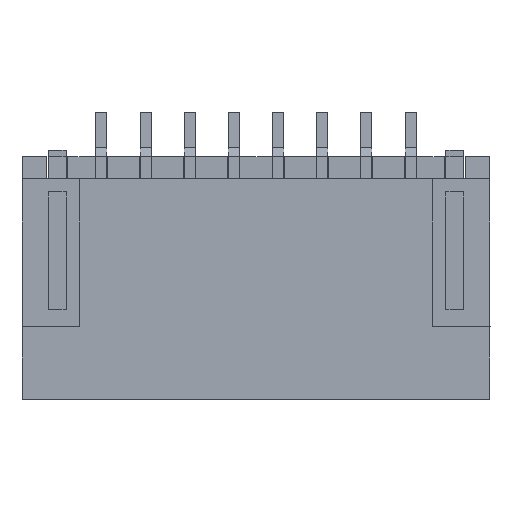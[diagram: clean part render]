
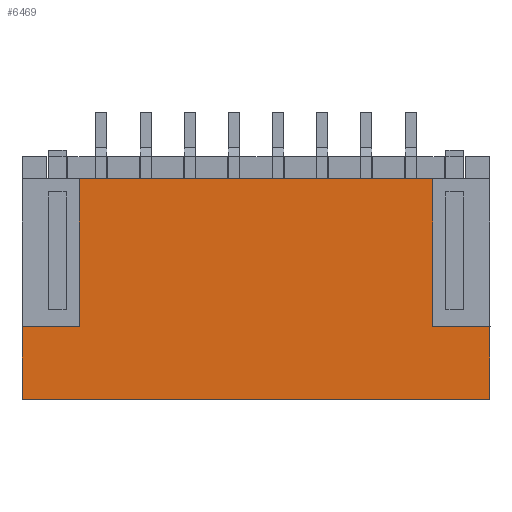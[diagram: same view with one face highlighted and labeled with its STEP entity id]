
A CAD part, front view. The second image highlights one B-rep face of the part: STEP entity #6469.
In plain terms, the highlighted planar face has unit normal (0, -1, 0).
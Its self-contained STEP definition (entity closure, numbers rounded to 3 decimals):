
#2=DIRECTION('',(1.,0.,0.));
#3=VECTOR('',#2,10.6);
#4=CARTESIAN_POINT('',(-16.3,0.,-5.5));
#5=LINE('210695',#4,#3);
#522=DIRECTION('',(-1.,0.,0.));
#523=VECTOR('',#522,8.);
#524=CARTESIAN_POINT('',(-7.,0.,-0.5));
#525=LINE('210694',#524,#523);
#2086=DIRECTION('',(0.,0.,1.));
#2087=VECTOR('',#2086,3.35);
#2088=CARTESIAN_POINT('',(-7.,0.,-3.85));
#2089=LINE('210618',#2088,#2087);
#2090=DIRECTION('',(-1.,0.,0.));
#2091=VECTOR('',#2090,1.3);
#2092=CARTESIAN_POINT('',(-5.7,0.,-3.85));
#2093=LINE('210621',#2092,#2091);
#2094=DIRECTION('',(0.,0.,-1.));
#2095=VECTOR('',#2094,1.65);
#2096=CARTESIAN_POINT('',(-5.7,0.,-3.85));
#2097=LINE('210619',#2096,#2095);
#2098=DIRECTION('',(0.,0.,-1.));
#2099=VECTOR('',#2098,3.35);
#2100=CARTESIAN_POINT('',(-15.,0.,-0.5));
#2101=LINE('208942',#2100,#2099);
#2130=DIRECTION('',(0.,0.,1.));
#2131=VECTOR('',#2130,1.65);
#2132=CARTESIAN_POINT('',(-16.3,0.,-5.5));
#2133=LINE('208945',#2132,#2131);
#2222=DIRECTION('',(-1.,0.,0.));
#2223=VECTOR('',#2222,1.3);
#2224=CARTESIAN_POINT('',(-15.,0.,-3.85));
#2225=LINE('208944',#2224,#2223);
#3162=CARTESIAN_POINT('',(-15.,0.,-0.5));
#3163=VERTEX_POINT('',#3162);
#3172=CARTESIAN_POINT('',(-15.,0.,-3.85));
#3173=VERTEX_POINT('',#3172);
#3174=CARTESIAN_POINT('',(-16.3,0.,-3.85));
#3175=VERTEX_POINT('',#3174);
#3176=CARTESIAN_POINT('',(-16.3,0.,-5.5));
#3177=VERTEX_POINT('',#3176);
#3258=CARTESIAN_POINT('',(-7.,0.,-3.85));
#3259=CARTESIAN_POINT('',(-7.,0.,-0.5));
#3260=VERTEX_POINT('',#3258);
#3261=VERTEX_POINT('',#3259);
#3262=CARTESIAN_POINT('',(-5.7,0.,-3.85));
#3263=CARTESIAN_POINT('',(-5.7,0.,-5.5));
#3264=VERTEX_POINT('',#3262);
#3265=VERTEX_POINT('',#3263);
#6449=CARTESIAN_POINT('',(0.,0.,-3.));
#6450=DIRECTION('',(0.,1.,0.));
#6451=DIRECTION('',(1.,0.,0.));
#6452=AXIS2_PLACEMENT_3D('',#6449,#6450,#6451);
#6453=PLANE('208191',#6452);
#6454=ORIENTED_EDGE('210694',*,*,#3645,.F.);
#6456=ORIENTED_EDGE('210618',*,*,#6455,.F.);
#6458=ORIENTED_EDGE('210621',*,*,#6457,.F.);
#6459=ORIENTED_EDGE('210619',*,*,#6429,.T.);
#6460=ORIENTED_EDGE('210695',*,*,#3295,.F.);
#6462=ORIENTED_EDGE('208945',*,*,#6461,.T.);
#6464=ORIENTED_EDGE('208944',*,*,#6463,.F.);
#6466=ORIENTED_EDGE('208942',*,*,#6465,.F.);
#6467=EDGE_LOOP('208191',(#6454,#6456,#6458,#6459,#6460,#6462,#6464,#6466));
#6468=FACE_OUTER_BOUND('208191',#6467,.F.);
#6469=ADVANCED_FACE('208191',(#6468),#6453,.F.);
#3295=EDGE_CURVE('210695',#3177,#3265,#5,.T.);
#3645=EDGE_CURVE('210694',#3261,#3163,#525,.T.);
#6429=EDGE_CURVE('210619',#3264,#3265,#2097,.T.);
#6455=EDGE_CURVE('210618',#3260,#3261,#2089,.T.);
#6457=EDGE_CURVE('210621',#3264,#3260,#2093,.T.);
#6461=EDGE_CURVE('208945',#3177,#3175,#2133,.T.);
#6463=EDGE_CURVE('208944',#3173,#3175,#2225,.T.);
#6465=EDGE_CURVE('208942',#3163,#3173,#2101,.T.);
